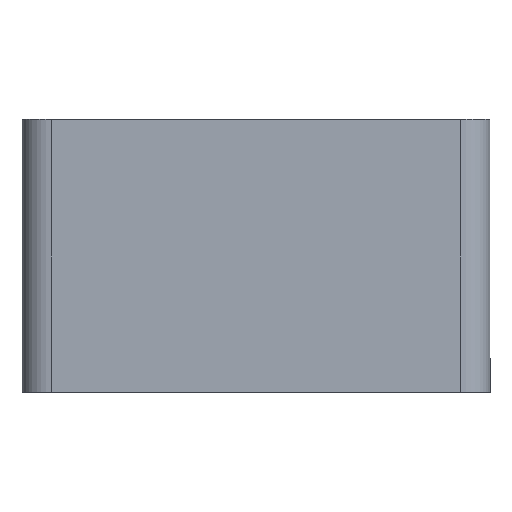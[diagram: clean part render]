
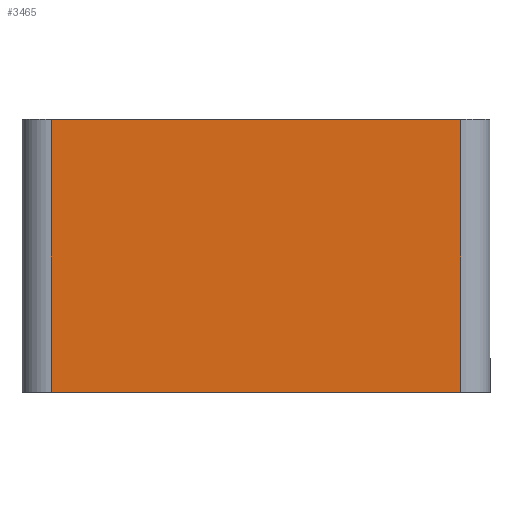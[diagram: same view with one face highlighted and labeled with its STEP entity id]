
A CAD part, front view. The second image highlights one B-rep face of the part: STEP entity #3465.
In plain terms, the highlighted planar face has unit normal (0, -1, 0).
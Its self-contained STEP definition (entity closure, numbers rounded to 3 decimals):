
#318=ORIENTED_EDGE('',*,*,#1230,.T.);
#319=ORIENTED_EDGE('',*,*,#1231,.F.);
#320=ORIENTED_EDGE('',*,*,#1232,.F.);
#321=ORIENTED_EDGE('',*,*,#1233,.T.);
#1230=EDGE_CURVE('',#1697,#1698,#2053,.T.);
#1231=EDGE_CURVE('',#1699,#1698,#2054,.T.);
#1232=EDGE_CURVE('',#1700,#1699,#2055,.T.);
#1233=EDGE_CURVE('',#1700,#1697,#2056,.T.);
#1697=VERTEX_POINT('',#5757);
#1698=VERTEX_POINT('',#5758);
#1699=VERTEX_POINT('',#5760);
#1700=VERTEX_POINT('',#5762);
#2053=LINE('',#5756,#2450);
#2054=LINE('',#5759,#2451);
#2055=LINE('',#5761,#2452);
#2056=LINE('',#5763,#2453);
#2450=VECTOR('',#4823,1000.);
#2451=VECTOR('',#4824,1000.);
#2452=VECTOR('',#4825,1000.);
#2453=VECTOR('',#4826,1000.);
#2801=EDGE_LOOP('',(#318,#319,#320,#321));
#3058=FACE_BOUND('',#2801,.T.);
#3313=PLANE('',#4457);
#3465=ADVANCED_FACE('',(#3058),#3313,.F.);
#4457=AXIS2_PLACEMENT_3D('',#5755,#4821,#4822);
#4821=DIRECTION('',(0.,1.,0.));
#4822=DIRECTION('',(-1.,0.,0.));
#4823=DIRECTION('',(1.,0.,0.));
#4824=DIRECTION('',(0.,0.,-1.));
#4825=DIRECTION('',(1.,0.,0.));
#4826=DIRECTION('',(0.,0.,-1.));
#5755=CARTESIAN_POINT('',(-1.953,-3.118,2.8));
#5756=CARTESIAN_POINT('',(-1.953,-3.118,0.));
#5757=CARTESIAN_POINT('',(-1.653,-3.118,0.));
#5758=CARTESIAN_POINT('',(2.547,-3.118,0.));
#5759=CARTESIAN_POINT('',(2.547,-3.118,2.8));
#5760=CARTESIAN_POINT('',(2.547,-3.118,2.8));
#5761=CARTESIAN_POINT('',(-1.953,-3.118,2.8));
#5762=CARTESIAN_POINT('',(-1.653,-3.118,2.8));
#5763=CARTESIAN_POINT('',(-1.653,-3.118,2.8));
